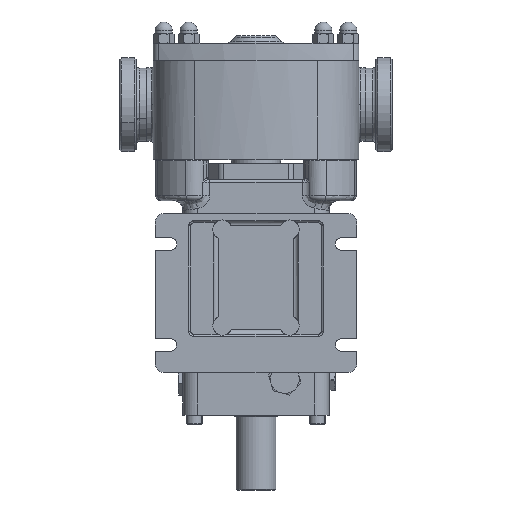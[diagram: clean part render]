
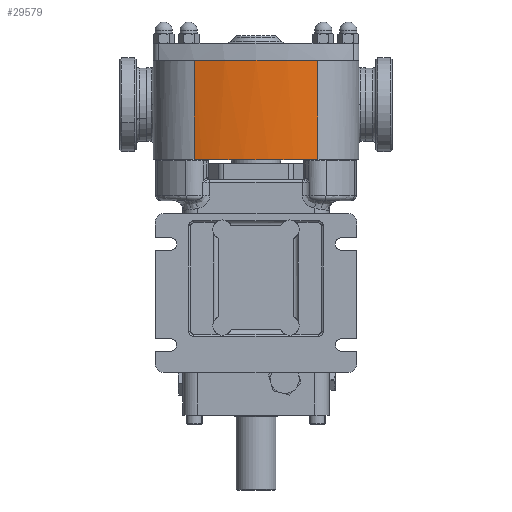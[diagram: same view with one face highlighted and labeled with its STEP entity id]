
A CAD part, front view. The second image highlights one B-rep face of the part: STEP entity #29579.
In plain terms, the highlighted cylindrical face has radius 231 mm (diameter 462 mm), a partial arc.
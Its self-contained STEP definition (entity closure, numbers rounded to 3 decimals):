
#209 = CARTESIAN_POINT ( 'NONE',  ( 0., 81., 46. ) ) ;
#475 = ORIENTED_EDGE ( 'NONE', *, *, #19781, .T. ) ;
#825 = DIRECTION ( 'NONE',  ( 0., 0., -1. ) ) ;
#842 = CARTESIAN_POINT ( 'NONE',  ( 64.465, -140.823, -138.253 ) ) ;
#1414 = CARTESIAN_POINT ( 'NONE',  ( 38.841, -146.711, -57. ) ) ;
#1632 = DIRECTION ( 'NONE',  ( 0., 0., 1. ) ) ;
#1727 = AXIS2_PLACEMENT_3D ( 'NONE', #10150, #19410, #7690 ) ;
#2240 = DIRECTION ( 'NONE',  ( -1., 0., 0. ) ) ;
#3117 = CARTESIAN_POINT ( 'NONE',  ( 38.841, -146.711, -138.253 ) ) ;
#3310 = LINE ( 'NONE', #842, #17053 ) ;
#4108 = VERTEX_POINT ( 'NONE', #14921 ) ;
#4115 = EDGE_CURVE ( 'NONE', #12679, #15763, #12031, .T. ) ;
#4293 = ORIENTED_EDGE ( 'NONE', *, *, #7186, .T. ) ;
#4570 = DIRECTION ( 'NONE',  ( 0., 0., 1. ) ) ;
#5484 = CARTESIAN_POINT ( 'NONE',  ( -64.465, -140.823, -57. ) ) ;
#6167 = ORIENTED_EDGE ( 'NONE', *, *, #6455, .T. ) ;
#6266 = LINE ( 'NONE', #27643, #24383 ) ;
#6455 = EDGE_CURVE ( 'NONE', #8323, #29853, #24191, .T. ) ;
#6995 = VERTEX_POINT ( 'NONE', #12736 ) ;
#7186 = EDGE_CURVE ( 'NONE', #6995, #4108, #19582, .T. ) ;
#7298 = CARTESIAN_POINT ( 'NONE',  ( -38.841, -146.711, -138.253 ) ) ;
#7469 = VERTEX_POINT ( 'NONE', #14483 ) ;
#7690 = DIRECTION ( 'NONE',  ( -1., 0., 0. ) ) ;
#8037 = ORIENTED_EDGE ( 'NONE', *, *, #15836, .F. ) ;
#8050 = DIRECTION ( 'NONE',  ( 0., 0., 1. ) ) ;
#8323 = VERTEX_POINT ( 'NONE', #14789 ) ;
#8382 = VERTEX_POINT ( 'NONE', #15248 ) ;
#8388 = DIRECTION ( 'NONE',  ( 0., 0., 1. ) ) ;
#8906 = AXIS2_PLACEMENT_3D ( 'NONE', #25640, #4570, #2240 ) ;
#9034 = AXIS2_PLACEMENT_3D ( 'NONE', #16218, #11593, #18542 ) ;
#9160 = VECTOR ( 'NONE', #825, 1000. ) ;
#9600 = DIRECTION ( 'NONE',  ( -1., 0., 0. ) ) ;
#10150 = CARTESIAN_POINT ( 'NONE',  ( 0., 81., -57. ) ) ;
#10769 = AXIS2_PLACEMENT_3D ( 'NONE', #14373, #28066, #9600 ) ;
#11324 = ORIENTED_EDGE ( 'NONE', *, *, #26179, .T. ) ;
#11593 = DIRECTION ( 'NONE',  ( 0., 0., 1. ) ) ;
#11749 = FACE_OUTER_BOUND ( 'NONE', #18614, .T. ) ;
#12031 = CIRCLE ( 'NONE', #1727, 231. ) ;
#12661 = DIRECTION ( 'NONE',  ( 0., 1., 0. ) ) ;
#12679 = VERTEX_POINT ( 'NONE', #5484 ) ;
#12726 = CARTESIAN_POINT ( 'NONE',  ( -38.841, -146.711, -57. ) ) ;
#12736 = CARTESIAN_POINT ( 'NONE',  ( 64.465, -140.823, 46. ) ) ;
#13322 = EDGE_CURVE ( 'NONE', #8323, #7469, #23045, .T. ) ;
#14373 = CARTESIAN_POINT ( 'NONE',  ( 0., 81., -57.5 ) ) ;
#14483 = CARTESIAN_POINT ( 'NONE',  ( -38.841, -146.711, -57.5 ) ) ;
#14789 = CARTESIAN_POINT ( 'NONE',  ( 38.841, -146.711, -57.5 ) ) ;
#14921 = CARTESIAN_POINT ( 'NONE',  ( -64.465, -140.823, 46. ) ) ;
#15248 = CARTESIAN_POINT ( 'NONE',  ( 64.465, -140.823, -57. ) ) ;
#15763 = VERTEX_POINT ( 'NONE', #12726 ) ;
#15836 = EDGE_CURVE ( 'NONE', #12679, #4108, #6266, .T. ) ;
#16218 = CARTESIAN_POINT ( 'NONE',  ( 0., 81., -138.253 ) ) ;
#17053 = VECTOR ( 'NONE', #8388, 1000. ) ;
#18542 = DIRECTION ( 'NONE',  ( 1., 0., 0. ) ) ;
#18614 = EDGE_LOOP ( 'NONE', ( #11324, #4293, #8037, #28526, #22920, #25905, #6167, #475 ) ) ;
#19010 = LINE ( 'NONE', #7298, #9160 ) ;
#19410 = DIRECTION ( 'NONE',  ( 0., 0., 1. ) ) ;
#19582 = CIRCLE ( 'NONE', #21559, 231. ) ;
#19781 = EDGE_CURVE ( 'NONE', #29853, #8382, #29959, .T. ) ;
#21147 = CYLINDRICAL_SURFACE ( 'NONE', #9034, 231. ) ;
#21559 = AXIS2_PLACEMENT_3D ( 'NONE', #209, #24198, #12661 ) ;
#22920 = ORIENTED_EDGE ( 'NONE', *, *, #24632, .T. ) ;
#23045 = CIRCLE ( 'NONE', #10769, 231. ) ;
#24191 = LINE ( 'NONE', #3117, #26900 ) ;
#24198 = DIRECTION ( 'NONE',  ( 0., 0., -1. ) ) ;
#24383 = VECTOR ( 'NONE', #1632, 1000. ) ;
#24632 = EDGE_CURVE ( 'NONE', #15763, #7469, #19010, .T. ) ;
#25640 = CARTESIAN_POINT ( 'NONE',  ( 0., 81., -57. ) ) ;
#25905 = ORIENTED_EDGE ( 'NONE', *, *, #13322, .F. ) ;
#26179 = EDGE_CURVE ( 'NONE', #8382, #6995, #3310, .T. ) ;
#26900 = VECTOR ( 'NONE', #8050, 1000. ) ;
#27643 = CARTESIAN_POINT ( 'NONE',  ( -64.465, -140.823, -138.253 ) ) ;
#28066 = DIRECTION ( 'NONE',  ( 0., 0., -1. ) ) ;
#28526 = ORIENTED_EDGE ( 'NONE', *, *, #4115, .T. ) ;
#29579 = ADVANCED_FACE ( 'NONE', ( #11749 ), #21147, .T. ) ;
#29853 = VERTEX_POINT ( 'NONE', #1414 ) ;
#29959 = CIRCLE ( 'NONE', #8906, 231. ) ;
